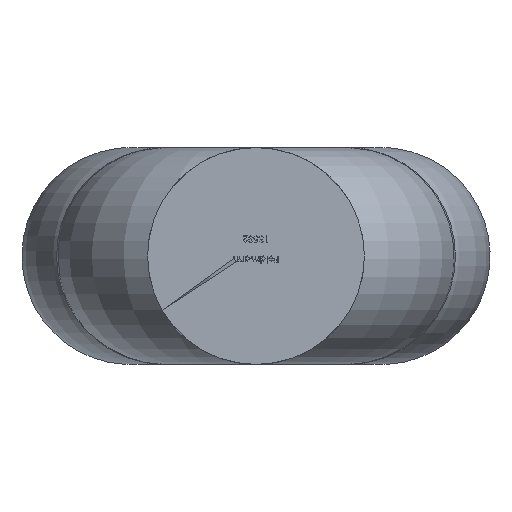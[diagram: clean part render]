
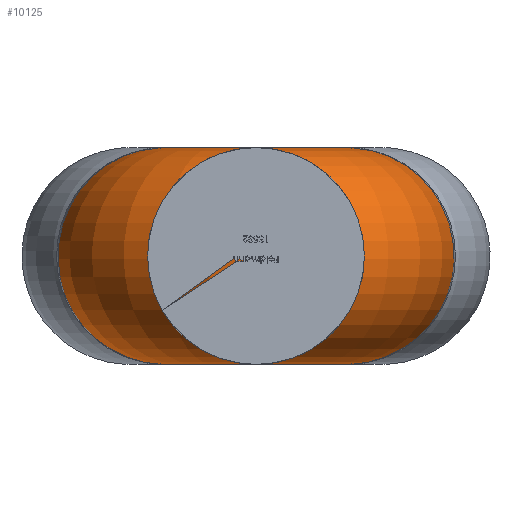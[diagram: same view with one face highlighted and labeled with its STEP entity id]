
A CAD part, front view. The second image highlights one B-rep face of the part: STEP entity #10125.
In plain terms, the highlighted toroidal (fillet/blend) face has major radius 10.49 mm and minor radius 12.51 mm.
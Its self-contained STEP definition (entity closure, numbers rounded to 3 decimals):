
#413 = VERTEX_POINT ( 'NONE', #6002 ) ;
#1509 = TOROIDAL_SURFACE ( 'NONE', #1640, 10.49, 12.51 ) ;
#1640 = AXIS2_PLACEMENT_3D ( 'NONE', #6498, #7446, #2156 ) ;
#1689 = CIRCLE ( 'NONE', #9333, 11. ) ;
#2047 = DIRECTION ( 'NONE',  ( 0., -1., 0. ) ) ;
#2123 = DIRECTION ( 'NONE',  ( 0., 0., 1. ) ) ;
#2156 = DIRECTION ( 'NONE',  ( 0., -1., 0. ) ) ;
#2310 = EDGE_CURVE ( 'NONE', #413, #413, #4231, .T. ) ;
#2324 = FACE_OUTER_BOUND ( 'NONE', #10044, .T. ) ;
#2543 = CARTESIAN_POINT ( 'NONE',  ( 0., 533., -12.5 ) ) ;
#2711 = AXIS2_PLACEMENT_3D ( 'NONE', #10615, #2123, #2047 ) ;
#4231 = CIRCLE ( 'NONE', #2711, 11. ) ;
#6002 = CARTESIAN_POINT ( 'NONE',  ( 0., 522., 12.5 ) ) ;
#6498 = CARTESIAN_POINT ( 'NONE',  ( 0., 533., 0. ) ) ;
#6593 = EDGE_CURVE ( 'NONE', #11110, #11110, #1689, .T. ) ;
#7446 = DIRECTION ( 'NONE',  ( 0., 0., 1. ) ) ;
#7494 = FACE_OUTER_BOUND ( 'NONE', #9560, .T. ) ;
#7766 = DIRECTION ( 'NONE',  ( 0., -1., 0. ) ) ;
#7900 = ORIENTED_EDGE ( 'NONE', *, *, #2310, .F. ) ;
#9333 = AXIS2_PLACEMENT_3D ( 'NONE', #2543, #9393, #7766 ) ;
#9393 = DIRECTION ( 'NONE',  ( 0., 0., 1. ) ) ;
#9466 = CARTESIAN_POINT ( 'NONE',  ( 0., 522., -12.5 ) ) ;
#9560 = EDGE_LOOP ( 'NONE', ( #7900 ) ) ;
#10044 = EDGE_LOOP ( 'NONE', ( #10105 ) ) ;
#10105 = ORIENTED_EDGE ( 'NONE', *, *, #6593, .T. ) ;
#10125 = ADVANCED_FACE ( 'NONE', ( #2324, #7494 ), #1509, .T. ) ;
#10615 = CARTESIAN_POINT ( 'NONE',  ( 0., 533., 12.5 ) ) ;
#11110 = VERTEX_POINT ( 'NONE', #9466 ) ;
